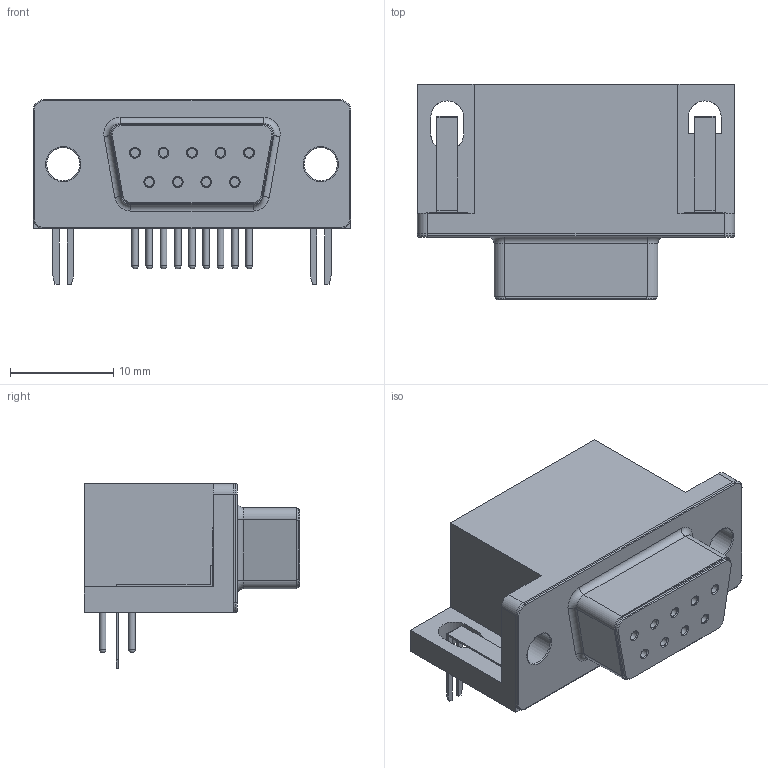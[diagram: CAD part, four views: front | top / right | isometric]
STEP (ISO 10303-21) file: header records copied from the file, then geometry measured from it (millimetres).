
FILE_DESCRIPTION(/* description */ ('model of DSUB-9_Female_Horizontal_P2.77x2.84mm_EdgePinOffset9.90mm_Housed_MountingHolesOffset11.32mm'),/* implementation_level */ '2;1');
FILE_NAME(/* name */ 'DSUB-9_Female_Horizontal_P2.77x2.84mm_EdgePinOffset9.90mm_Housed_MountingHolesOffset11.32mm.step',/* time_stamp */ '2019-04-08T20:57:05',/* author */ ('kicad StepUp','ksu'),/* organization */ ('FreeCAD'),/* preprocessor_version */ 'OCC',/* originating_system */ 'kicad StepUp',/* authorisation */ '');
FILE_SCHEMA(('AUTOMOTIVE_DESIGN { 1 0 10303 214 1 1 1 1 }'));
Length unit declared in the file: millimetre
Products named in the file (1): DSUB-9_Female_Horizontal_P2.77x2.84mm_EdgePinOffset9.90mm_Housed_
MountingHolesOffset11.32mm
Bounding box: 30.8 x 20.94 x 17.9 mm (x, y, z)
Volume: 4938.6 mm3; surface area: 2825 mm2
Topology: 1 solids, 1 shells, 179 faces, 422 edges, 260 vertices
Faces by surface type: plane 90, cylinder 53, cone 17, torus 10, revolution 9
Full cylindrical faces by diameter (mm): 0.64 x9, 0.853 x9, 3.2 x2, 4 x2
Entity records: 6473 total; most frequent: CARTESIAN_POINT 927, DIRECTION 924, ORIENTED_EDGE 844, EDGE_CURVE 422, AXIS2_PLACEMENT_3D 324, LINE 267, VECTOR 267, VERTEX_POINT 260
